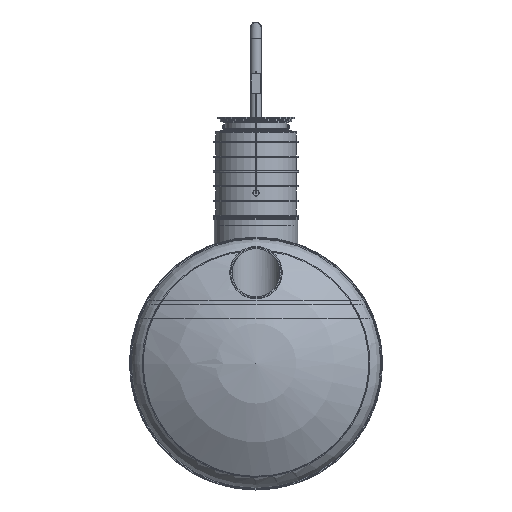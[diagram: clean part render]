
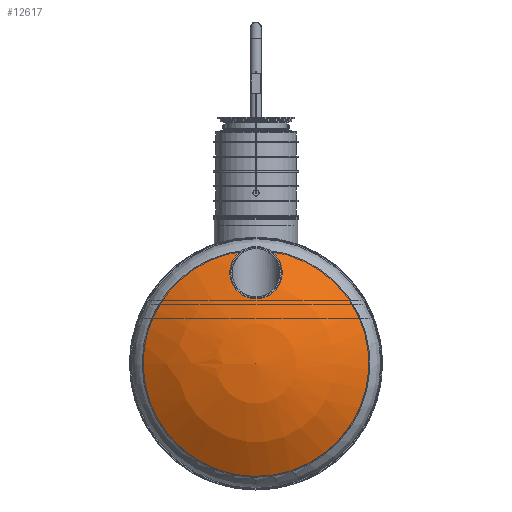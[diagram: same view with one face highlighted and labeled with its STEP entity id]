
A CAD part, left-side view. The second image highlights one B-rep face of the part: STEP entity #12617.
In plain terms, the highlighted spherical face has radius 2016 mm.
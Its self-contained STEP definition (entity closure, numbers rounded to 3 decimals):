
#99=SPHERICAL_SURFACE('',#14228,2016.);
#2241=B_SPLINE_CURVE_WITH_KNOTS('',3,(#20495,#20496,#20497,#20498,#20499,
#20500,#20501,#20502,#20503,#20504,#20505,#20506,#20507,#20508,#20509,#20510,
#20511,#20512,#20513,#20514,#20515,#20516,#20517,#20518,#20519,#20520,#20521,
#20522,#20523,#20524,#20525,#20526,#20527,#20528,#20529,#20530,#20531,#20532,
#20533,#20534,#20535,#20536,#20537,#20538,#20539,#20540,#20541,#20542,#20543,
#20544,#20545,#20546,#20547,#20548,#20549,#20550,#20551,#20552,#20553,#20554,
#20555,#20556,#20557,#20558,#20559,#20560,#20561,#20562,#20563,#20564,#20565,
#20566,#20567,#20568,#20569,#20570,#20571,#20572,#20573,#20574,#20575,#20576),
 .UNSPECIFIED.,.F.,.F.,(4,1,1,1,1,1,1,1,1,1,1,1,1,1,1,1,1,1,1,1,1,1,1,1,
1,1,1,1,1,1,1,1,1,1,1,1,1,1,1,1,1,1,1,1,1,1,1,1,1,1,1,1,1,1,1,1,1,1,1,1,
1,1,1,1,1,1,1,1,1,1,1,1,1,1,1,1,1,1,1,4),(0.,0.023,
0.045,0.068,0.079,0.091,
0.114,0.136,0.159,0.17,0.182,
0.204,0.227,0.25,0.261,
0.272,0.295,0.318,0.341,
0.363,0.386,0.409,0.431,
0.454,0.465,0.477,0.488,
0.499,0.522,0.545,0.568,
0.59,0.613,0.636,0.658,
0.67,0.681,0.704,0.726,
0.738,0.749,0.761,0.772,
0.795,0.817,0.829,0.84,
0.863,0.885,0.897,0.908,
0.931,0.953,0.976,0.988,
0.999,1.022,1.044,1.067,1.078,
1.09,1.112,1.135,1.158,1.18,
1.203,1.226,1.249,1.271,1.283,
1.294,1.317,1.339,1.362,1.373,
1.385,1.396,1.408,1.43,1.453),
 .UNSPECIFIED.);
#2649=ORIENTED_EDGE('',*,*,#5839,.F.);
#2650=ORIENTED_EDGE('',*,*,#5841,.T.);
#5839=EDGE_CURVE('',#7458,#7459,#8667,.T.);
#5841=EDGE_CURVE('',#7458,#7459,#2241,.T.);
#7458=VERTEX_POINT('',#20478);
#7459=VERTEX_POINT('',#20479);
#8667=CIRCLE('',#14227,1152.964);
#9434=EDGE_LOOP('',(#2649,#2650));
#10898=FACE_BOUND('',#9434,.T.);
#12617=ADVANCED_FACE('',(#10898),#99,.T.);
#14227=AXIS2_PLACEMENT_3D('',#20477,#16053,#16054);
#14228=AXIS2_PLACEMENT_3D('',#20494,#16055,#16056);
#16053=DIRECTION('',(0.,0.,-1.));
#16054=DIRECTION('',(-1.,0.,0.));
#16055=DIRECTION('',(0.,0.,-1.));
#16056=DIRECTION('',(-1.,0.,0.));
#20477=CARTESIAN_POINT('',(0.,0.,-362.238));
#20478=CARTESIAN_POINT('',(101.444,1148.493,-362.238));
#20479=CARTESIAN_POINT('',(-101.444,1148.493,-362.238));
#20494=CARTESIAN_POINT('',(0.,0.,-2016.));
#20495=CARTESIAN_POINT('',(101.444,1148.493,-362.238));
#20496=CARTESIAN_POINT('',(108.299,1145.45,-360.545));
#20497=CARTESIAN_POINT('',(121.549,1138.831,-356.868));
#20498=CARTESIAN_POINT('',(140.137,1127.409,-350.545));
#20499=CARTESIAN_POINT('',(154.605,1116.691,-344.637));
#20500=CARTESIAN_POINT('',(165.569,1107.419,-339.542));
#20501=CARTESIAN_POINT('',(176.155,1097.651,-334.188));
#20502=CARTESIAN_POINT('',(188.373,1084.814,-327.177));
#20503=CARTESIAN_POINT('',(201.495,1068.475,-318.299));
#20504=CARTESIAN_POINT('',(211.189,1054.102,-310.53));
#20505=CARTESIAN_POINT('',(218.211,1042.148,-304.097));
#20506=CARTESIAN_POINT('',(224.731,1029.907,-297.528));
#20507=CARTESIAN_POINT('',(231.814,1014.344,-289.212));
#20508=CARTESIAN_POINT('',(238.708,995.206,-279.045));
#20509=CARTESIAN_POINT('',(243.131,978.886,-270.426));
#20510=CARTESIAN_POINT('',(245.874,965.613,-263.448));
#20511=CARTESIAN_POINT('',(248.086,952.164,-256.399));
#20512=CARTESIAN_POINT('',(249.8,935.35,-247.625));
#20513=CARTESIAN_POINT('',(250.224,915.191,-237.169));
#20514=CARTESIAN_POINT('',(249.025,895.043,-226.779));
#20515=CARTESIAN_POINT('',(246.186,874.913,-216.458));
#20516=CARTESIAN_POINT('',(241.636,854.784,-206.197));
#20517=CARTESIAN_POINT('',(235.495,835.257,-196.298));
#20518=CARTESIAN_POINT('',(227.761,816.239,-186.709));
#20519=CARTESIAN_POINT('',(219.969,800.844,-178.987));
#20520=CARTESIAN_POINT('',(212.9,788.811,-172.973));
#20521=CARTESIAN_POINT('',(207.163,779.924,-168.542));
#20522=CARTESIAN_POINT('',(200.999,771.215,-164.21));
#20523=CARTESIAN_POINT('',(192.332,760.012,-158.651));
#20524=CARTESIAN_POINT('',(180.613,746.706,-152.07));
#20525=CARTESIAN_POINT('',(165.129,731.887,-144.77));
#20526=CARTESIAN_POINT('',(148.201,718.26,-138.083));
#20527=CARTESIAN_POINT('',(129.649,705.858,-132.018));
#20528=CARTESIAN_POINT('',(110.204,695.236,-126.839));
#20529=CARTESIAN_POINT('',(89.801,686.329,-122.507));
#20530=CARTESIAN_POINT('',(72.024,680.389,-119.624));
#20531=CARTESIAN_POINT('',(57.251,676.553,-117.764));
#20532=CARTESIAN_POINT('',(42.322,673.403,-116.238));
#20533=CARTESIAN_POINT('',(23.571,670.769,-114.963));
#20534=CARTESIAN_POINT('',(4.643,669.841,-114.514));
#20535=CARTESIAN_POINT('',(-10.582,670.136,-114.657));
#20536=CARTESIAN_POINT('',(-22.083,670.888,-115.021));
#20537=CARTESIAN_POINT('',(-33.506,672.167,-115.64));
#20538=CARTESIAN_POINT('',(-48.509,674.547,-116.792));
#20539=CARTESIAN_POINT('',(-66.905,678.767,-118.837));
#20540=CARTESIAN_POINT('',(-84.8,684.608,-121.672));
#20541=CARTESIAN_POINT('',(-98.853,690.281,-124.429));
#20542=CARTESIAN_POINT('',(-112.485,696.517,-127.464));
#20543=CARTESIAN_POINT('',(-128.771,705.336,-131.763));
#20544=CARTESIAN_POINT('',(-144.082,715.465,-136.716));
#20545=CARTESIAN_POINT('',(-155.757,724.346,-141.07));
#20546=CARTESIAN_POINT('',(-167.037,733.741,-145.684));
#20547=CARTESIAN_POINT('',(-180.102,746.17,-151.805));
#20548=CARTESIAN_POINT('',(-194.274,762.176,-159.72));
#20549=CARTESIAN_POINT('',(-204.842,776.376,-166.773));
#20550=CARTESIAN_POINT('',(-212.57,788.276,-172.705));
#20551=CARTESIAN_POINT('',(-219.712,800.366,-178.747));
#20552=CARTESIAN_POINT('',(-227.58,815.834,-186.505));
#20553=CARTESIAN_POINT('',(-235.386,834.943,-196.14));
#20554=CARTESIAN_POINT('',(-240.55,851.306,-204.434));
#20555=CARTESIAN_POINT('',(-243.875,864.678,-211.241));
#20556=CARTESIAN_POINT('',(-246.622,878.06,-218.072));
#20557=CARTESIAN_POINT('',(-249.005,894.831,-226.67));
#20558=CARTESIAN_POINT('',(-250.222,915.02,-237.08));
#20559=CARTESIAN_POINT('',(-249.811,935.251,-247.573));
#20560=CARTESIAN_POINT('',(-247.731,955.615,-258.2));
#20561=CARTESIAN_POINT('',(-244.027,975.559,-268.67));
#20562=CARTESIAN_POINT('',(-238.742,995.093,-278.985));
#20563=CARTESIAN_POINT('',(-231.865,1014.218,-289.145));
#20564=CARTESIAN_POINT('',(-224.785,1029.798,-297.47));
#20565=CARTESIAN_POINT('',(-218.258,1042.064,-304.052));
#20566=CARTESIAN_POINT('',(-211.248,1054.007,-310.479));
#20567=CARTESIAN_POINT('',(-201.582,1068.353,-318.233));
#20568=CARTESIAN_POINT('',(-188.531,1084.628,-327.076));
#20569=CARTESIAN_POINT('',(-176.408,1097.394,-334.048));
#20570=CARTESIAN_POINT('',(-165.932,1107.098,-339.366));
#20571=CARTESIAN_POINT('',(-157.645,1114.133,-343.231));
#20572=CARTESIAN_POINT('',(-149.039,1120.816,-346.911));
#20573=CARTESIAN_POINT('',(-137.176,1129.225,-351.551));
#20574=CARTESIAN_POINT('',(-121.597,1138.807,-356.855));
#20575=CARTESIAN_POINT('',(-108.308,1145.446,-360.543));
#20576=CARTESIAN_POINT('',(-101.444,1148.493,-362.238));
